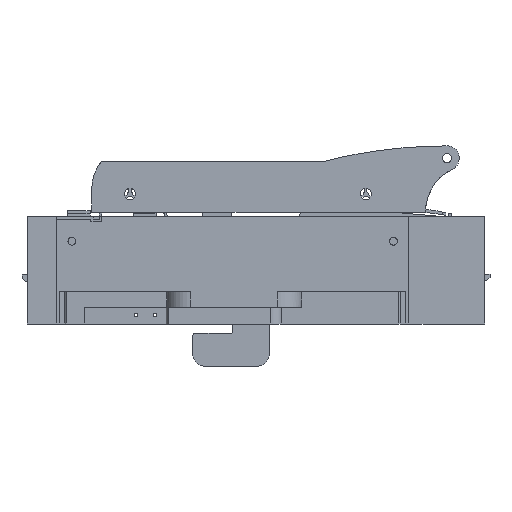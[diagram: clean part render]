
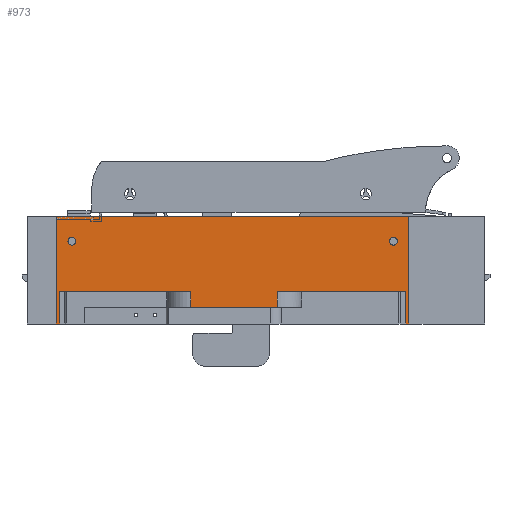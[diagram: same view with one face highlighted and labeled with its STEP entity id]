
A CAD part, front view. The second image highlights one B-rep face of the part: STEP entity #973.
In plain terms, the highlighted face is planar.
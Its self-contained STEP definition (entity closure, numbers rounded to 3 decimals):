
#846=AXIS2_PLACEMENT_3D('Plane Axis2P3D',#843,#844,#845) ;
#939=AXIS2_PLACEMENT_3D('Circle Axis2P3D',#937,#938,$) ;
#948=AXIS2_PLACEMENT_3D('Circle Axis2P3D',#946,#947,$) ;
#957=AXIS2_PLACEMENT_3D('Circle Axis2P3D',#955,#956,$) ;
#966=AXIS2_PLACEMENT_3D('Circle Axis2P3D',#964,#965,$) ;
#734=CARTESIAN_POINT('Vertex',(-115.,34.25,70.)) ;
#737=CARTESIAN_POINT('Line Origine',(-115.,34.25,35.)) ;
#741=CARTESIAN_POINT('Vertex',(-115.,34.25,0.)) ;
#843=CARTESIAN_POINT('Axis2P3D Location',(0.,34.25,0.)) ;
#848=CARTESIAN_POINT('Line Origine',(-29.25,34.25,16.)) ;
#852=CARTESIAN_POINT('Vertex',(-29.25,34.25,11.)) ;
#854=CARTESIAN_POINT('Vertex',(-29.25,34.25,21.)) ;
#857=CARTESIAN_POINT('Line Origine',(-71.125,34.25,21.)) ;
#861=CARTESIAN_POINT('Vertex',(-113.,34.25,21.)) ;
#864=CARTESIAN_POINT('Line Origine',(-113.,34.25,10.5)) ;
#868=CARTESIAN_POINT('Vertex',(-113.,34.25,0.)) ;
#871=CARTESIAN_POINT('Line Origine',(-114.,34.25,0.)) ;
#876=CARTESIAN_POINT('Line Origine',(0.,34.25,70.)) ;
#880=CARTESIAN_POINT('Vertex',(115.,34.25,70.)) ;
#883=CARTESIAN_POINT('Line Origine',(115.,34.25,35.)) ;
#887=CARTESIAN_POINT('Vertex',(115.,34.25,0.)) ;
#890=CARTESIAN_POINT('Line Origine',(114.,34.25,0.)) ;
#894=CARTESIAN_POINT('Vertex',(113.,34.25,0.)) ;
#897=CARTESIAN_POINT('Line Origine',(113.,34.25,10.5)) ;
#901=CARTESIAN_POINT('Vertex',(113.,34.25,21.)) ;
#904=CARTESIAN_POINT('Line Origine',(70.125,34.25,21.)) ;
#908=CARTESIAN_POINT('Vertex',(27.25,34.25,21.)) ;
#911=CARTESIAN_POINT('Line Origine',(27.25,34.25,16.)) ;
#915=CARTESIAN_POINT('Vertex',(27.25,34.25,11.)) ;
#918=CARTESIAN_POINT('Line Origine',(-1.,34.25,11.)) ;
#937=CARTESIAN_POINT('Axis2P3D Location',(105.,34.25,54.)) ;
#941=CARTESIAN_POINT('Vertex',(105.,34.25,51.5)) ;
#943=CARTESIAN_POINT('Vertex',(105.,34.25,56.5)) ;
#946=CARTESIAN_POINT('Axis2P3D Location',(105.,34.25,54.)) ;
#955=CARTESIAN_POINT('Axis2P3D Location',(-105.,34.25,54.)) ;
#959=CARTESIAN_POINT('Vertex',(-105.,34.25,56.5)) ;
#961=CARTESIAN_POINT('Vertex',(-105.,34.25,51.5)) ;
#964=CARTESIAN_POINT('Axis2P3D Location',(-105.,34.25,54.)) ;
#738=DIRECTION('Vector Direction',(0.,0.,-1.)) ;
#844=DIRECTION('Axis2P3D Direction',(0.,1.,0.)) ;
#845=DIRECTION('Axis2P3D XDirection',(0.,0.,1.)) ;
#849=DIRECTION('Vector Direction',(0.,0.,1.)) ;
#858=DIRECTION('Vector Direction',(-1.,0.,0.)) ;
#865=DIRECTION('Vector Direction',(0.,0.,1.)) ;
#872=DIRECTION('Vector Direction',(-1.,0.,0.)) ;
#877=DIRECTION('Vector Direction',(1.,0.,0.)) ;
#884=DIRECTION('Vector Direction',(0.,0.,1.)) ;
#891=DIRECTION('Vector Direction',(-1.,0.,0.)) ;
#898=DIRECTION('Vector Direction',(0.,0.,1.)) ;
#905=DIRECTION('Vector Direction',(-1.,0.,0.)) ;
#912=DIRECTION('Vector Direction',(0.,0.,1.)) ;
#919=DIRECTION('Vector Direction',(1.,0.,0.)) ;
#938=DIRECTION('Axis2P3D Direction',(0.,1.,0.)) ;
#947=DIRECTION('Axis2P3D Direction',(0.,1.,0.)) ;
#956=DIRECTION('Axis2P3D Direction',(0.,1.,0.)) ;
#965=DIRECTION('Axis2P3D Direction',(0.,1.,0.)) ;
#739=VECTOR('Line Direction',#738,1.) ;
#850=VECTOR('Line Direction',#849,1.) ;
#859=VECTOR('Line Direction',#858,1.) ;
#866=VECTOR('Line Direction',#865,1.) ;
#873=VECTOR('Line Direction',#872,1.) ;
#878=VECTOR('Line Direction',#877,1.) ;
#885=VECTOR('Line Direction',#884,1.) ;
#892=VECTOR('Line Direction',#891,1.) ;
#899=VECTOR('Line Direction',#898,1.) ;
#906=VECTOR('Line Direction',#905,1.) ;
#913=VECTOR('Line Direction',#912,1.) ;
#920=VECTOR('Line Direction',#919,1.) ;
#924=ORIENTED_EDGE('',*,*,#856,.T.) ;
#925=ORIENTED_EDGE('',*,*,#863,.T.) ;
#926=ORIENTED_EDGE('',*,*,#870,.F.) ;
#927=ORIENTED_EDGE('',*,*,#875,.T.) ;
#928=ORIENTED_EDGE('',*,*,#743,.F.) ;
#929=ORIENTED_EDGE('',*,*,#882,.T.) ;
#930=ORIENTED_EDGE('',*,*,#889,.F.) ;
#931=ORIENTED_EDGE('',*,*,#896,.T.) ;
#932=ORIENTED_EDGE('',*,*,#903,.T.) ;
#933=ORIENTED_EDGE('',*,*,#910,.T.) ;
#934=ORIENTED_EDGE('',*,*,#917,.F.) ;
#935=ORIENTED_EDGE('',*,*,#922,.F.) ;
#952=ORIENTED_EDGE('',*,*,#945,.F.) ;
#953=ORIENTED_EDGE('',*,*,#950,.F.) ;
#970=ORIENTED_EDGE('',*,*,#963,.F.) ;
#971=ORIENTED_EDGE('',*,*,#968,.F.) ;
#954=FACE_BOUND('',#951,.T.) ;
#972=FACE_BOUND('',#969,.T.) ;
#973=ADVANCED_FACE('Hauptkoerper nicht benutzen',(#936,#954,#972),#847,.T.) ;
#940=CIRCLE('generated circle',#939,2.5) ;
#949=CIRCLE('generated circle',#948,2.5) ;
#958=CIRCLE('generated circle',#957,2.5) ;
#967=CIRCLE('generated circle',#966,2.5) ;
#743=EDGE_CURVE('',#735,#742,#740,.T.) ;
#856=EDGE_CURVE('',#853,#855,#851,.T.) ;
#863=EDGE_CURVE('',#855,#862,#860,.T.) ;
#870=EDGE_CURVE('',#869,#862,#867,.T.) ;
#875=EDGE_CURVE('',#869,#742,#874,.T.) ;
#882=EDGE_CURVE('',#735,#881,#879,.T.) ;
#889=EDGE_CURVE('',#888,#881,#886,.T.) ;
#896=EDGE_CURVE('',#888,#895,#893,.T.) ;
#903=EDGE_CURVE('',#895,#902,#900,.T.) ;
#910=EDGE_CURVE('',#902,#909,#907,.T.) ;
#917=EDGE_CURVE('',#916,#909,#914,.T.) ;
#922=EDGE_CURVE('',#853,#916,#921,.T.) ;
#945=EDGE_CURVE('',#942,#944,#940,.T.) ;
#950=EDGE_CURVE('',#944,#942,#949,.T.) ;
#963=EDGE_CURVE('',#960,#962,#958,.T.) ;
#968=EDGE_CURVE('',#962,#960,#967,.T.) ;
#923=EDGE_LOOP('',(#924,#925,#926,#927,#928,#929,#930,#931,#932,#933,#934,#935)) ;
#951=EDGE_LOOP('',(#952,#953)) ;
#969=EDGE_LOOP('',(#970,#971)) ;
#936=FACE_OUTER_BOUND('',#923,.T.) ;
#740=LINE('Line',#737,#739) ;
#851=LINE('Line',#848,#850) ;
#860=LINE('Line',#857,#859) ;
#867=LINE('Line',#864,#866) ;
#874=LINE('Line',#871,#873) ;
#879=LINE('Line',#876,#878) ;
#886=LINE('Line',#883,#885) ;
#893=LINE('Line',#890,#892) ;
#900=LINE('Line',#897,#899) ;
#907=LINE('Line',#904,#906) ;
#914=LINE('Line',#911,#913) ;
#921=LINE('Line',#918,#920) ;
#847=PLANE('Plane',#846) ;
#735=VERTEX_POINT('',#734) ;
#742=VERTEX_POINT('',#741) ;
#853=VERTEX_POINT('',#852) ;
#855=VERTEX_POINT('',#854) ;
#862=VERTEX_POINT('',#861) ;
#869=VERTEX_POINT('',#868) ;
#881=VERTEX_POINT('',#880) ;
#888=VERTEX_POINT('',#887) ;
#895=VERTEX_POINT('',#894) ;
#902=VERTEX_POINT('',#901) ;
#909=VERTEX_POINT('',#908) ;
#916=VERTEX_POINT('',#915) ;
#942=VERTEX_POINT('',#941) ;
#944=VERTEX_POINT('',#943) ;
#960=VERTEX_POINT('',#959) ;
#962=VERTEX_POINT('',#961) ;
